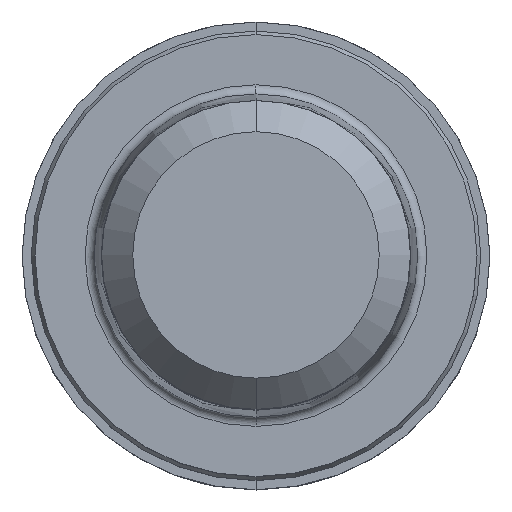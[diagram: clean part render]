
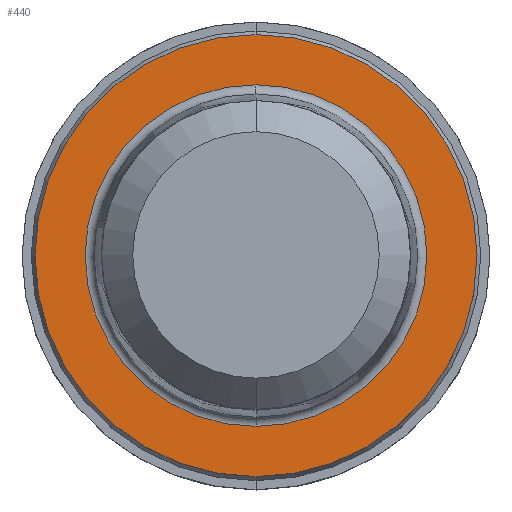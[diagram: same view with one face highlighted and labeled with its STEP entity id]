
A CAD part, top view. The second image highlights one B-rep face of the part: STEP entity #440.
In plain terms, the highlighted planar face has unit normal (0, 0, 1).
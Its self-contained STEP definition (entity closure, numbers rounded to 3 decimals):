
#188=VERTEX_POINT('',#486);
#220=EDGE_CURVE('',#390,#290,#523,.T.);
#230=EDGE_CURVE('',#290,#390,#535,.T.);
#234=EDGE_CURVE('',#188,#436,#539,.T.);
#278=EDGE_CURVE('',#436,#188,#589,.T.);
#290=VERTEX_POINT('',#604);
#390=VERTEX_POINT('',#714);
#436=VERTEX_POINT('',#766);
#440=ADVANCED_FACE('',(#770,#771),#772,.T.);
#486=CARTESIAN_POINT('',(0.0,12.0,0.01));
#523=CIRCLE('',#858,9.275);
#535=CIRCLE('',#874,9.275);
#539=CIRCLE('',#881,12.0);
#589=CIRCLE('',#951,12.0);
#604=CARTESIAN_POINT('',(0.0,9.275,0.01));
#714=CARTESIAN_POINT('',(0.,-9.275,0.01));
#766=CARTESIAN_POINT('',(0.,-12.0,0.01));
#770=FACE_OUTER_BOUND('',#1176,.T.);
#771=FACE_BOUND('',#1177,.T.);
#772=PLANE('',#1178);
#858=AXIS2_PLACEMENT_3D('',#1271,#1272,#1273);
#874=AXIS2_PLACEMENT_3D('',#1294,#1295,#1296);
#881=AXIS2_PLACEMENT_3D('',#1298,#1299,#1300);
#951=AXIS2_PLACEMENT_3D('',#1360,#1361,#1362);
#1176=EDGE_LOOP('',(#1582,#1583));
#1177=EDGE_LOOP('',(#1584,#1585));
#1178=AXIS2_PLACEMENT_3D('',#1586,#1587,#1588);
#1271=CARTESIAN_POINT('',(0.0,0.0,0.01));
#1272=DIRECTION('',(0.0,0.0,-1.0));
#1273=DIRECTION('',(0.0,1.0,0.0));
#1294=CARTESIAN_POINT('',(0.0,0.0,0.01));
#1295=DIRECTION('',(0.0,0.0,-1.0));
#1296=DIRECTION('',(0.0,1.0,0.0));
#1298=CARTESIAN_POINT('',(0.0,0.0,0.01));
#1299=DIRECTION('',(0.0,0.0,-1.0));
#1300=DIRECTION('',(0.0,1.0,0.0));
#1360=CARTESIAN_POINT('',(0.0,0.0,0.01));
#1361=DIRECTION('',(0.0,0.0,-1.0));
#1362=DIRECTION('',(0.0,1.0,0.0));
#1582=ORIENTED_EDGE('',*,*,#234,.F.);
#1583=ORIENTED_EDGE('',*,*,#278,.F.);
#1584=ORIENTED_EDGE('',*,*,#230,.T.);
#1585=ORIENTED_EDGE('',*,*,#220,.T.);
#1586=CARTESIAN_POINT('',(0.0,6.0,0.01));
#1587=DIRECTION('',(-0.0,0.0,1.0));
#1588=DIRECTION('',(0.0,-1.0,0.0));
